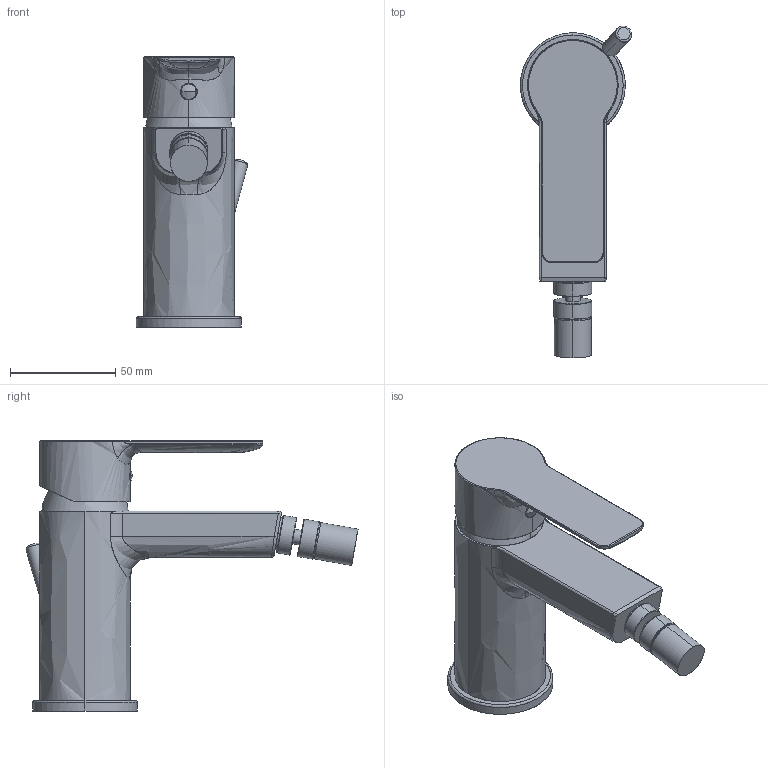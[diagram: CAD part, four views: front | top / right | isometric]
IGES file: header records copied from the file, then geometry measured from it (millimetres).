
Global section: file name: 102HDC2400011010_DC2400011046.igs; native system: Rhinoceros ( Dec  3 2024 ); preprocessor: Trout Lake IGES 012 Dec  3 2024; date: 250331.094111; units: millimetre
Bounding box: 52.82 x 157.68 x 128.3 mm (x, y, z)
Surface area: 40894 mm2 (no closed solid volume)
Topology: 0 solids, 0 shells, 165 faces, 1211 edges, 1209 vertices
Faces by surface type: bspline 165
